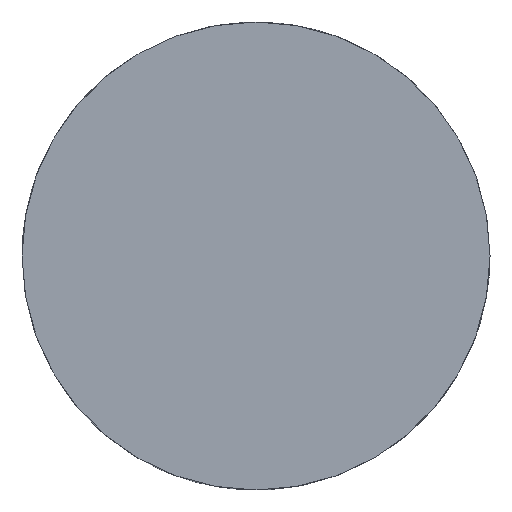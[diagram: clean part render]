
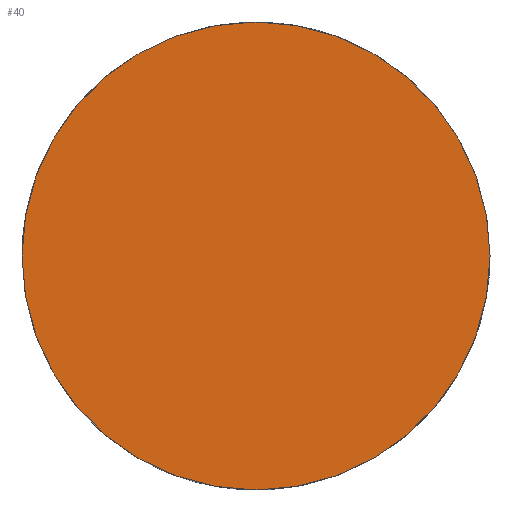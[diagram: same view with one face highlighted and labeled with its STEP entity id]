
A CAD part, top view. The second image highlights one B-rep face of the part: STEP entity #40.
In plain terms, the highlighted planar face has unit normal (0, 0, 1).
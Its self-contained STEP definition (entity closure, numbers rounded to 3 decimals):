
#2 = CARTESIAN_POINT ( 'NONE',  ( 0., 0., 2. ) ) ;
#11 = AXIS2_PLACEMENT_3D ( 'NONE', #2, #166, #91 ) ;
#18 = CARTESIAN_POINT ( 'NONE',  ( 0., 0., 2. ) ) ;
#30 = EDGE_CURVE ( 'NONE', #105, #167, #42, .T. ) ;
#40 = ADVANCED_FACE ( 'NONE', ( #75 ), #104, .T. ) ;
#42 = CIRCLE ( 'NONE', #11, 6.35 ) ;
#52 = CARTESIAN_POINT ( 'NONE',  ( -6.35, 0., 2. ) ) ;
#60 = EDGE_CURVE ( 'NONE', #167, #105, #146, .T. ) ;
#61 = DIRECTION ( 'NONE',  ( 1., 0., 0. ) ) ;
#75 = FACE_OUTER_BOUND ( 'NONE', #120, .T. ) ;
#88 = ORIENTED_EDGE ( 'NONE', *, *, #30, .T. ) ;
#89 = DIRECTION ( 'NONE',  ( 0., 0., 1. ) ) ;
#91 = DIRECTION ( 'NONE',  ( 1., 0., 0. ) ) ;
#104 = PLANE ( 'NONE',  #125 ) ;
#105 = VERTEX_POINT ( 'NONE', #116 ) ;
#116 = CARTESIAN_POINT ( 'NONE',  ( 6.35, 0., 2. ) ) ;
#120 = EDGE_LOOP ( 'NONE', ( #151, #88 ) ) ;
#125 = AXIS2_PLACEMENT_3D ( 'NONE', #18, #153, #165 ) ;
#140 = CARTESIAN_POINT ( 'NONE',  ( 0., 0., 2. ) ) ;
#144 = AXIS2_PLACEMENT_3D ( 'NONE', #140, #89, #61 ) ;
#146 = CIRCLE ( 'NONE', #144, 6.35 ) ;
#151 = ORIENTED_EDGE ( 'NONE', *, *, #60, .T. ) ;
#153 = DIRECTION ( 'NONE',  ( 0., 0., 1. ) ) ;
#165 = DIRECTION ( 'NONE',  ( 1., 0., 0. ) ) ;
#166 = DIRECTION ( 'NONE',  ( 0., 0., 1. ) ) ;
#167 = VERTEX_POINT ( 'NONE', #52 ) ;
